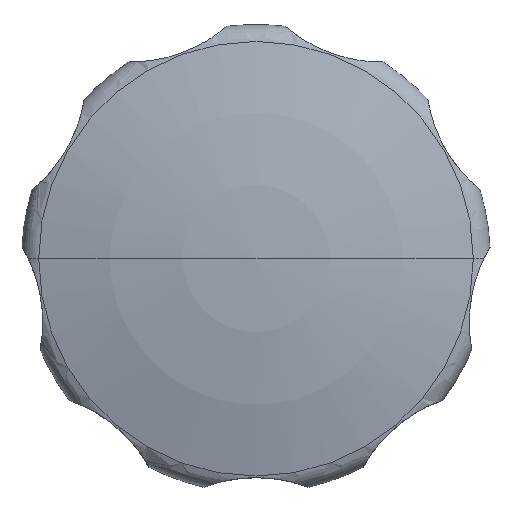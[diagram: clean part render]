
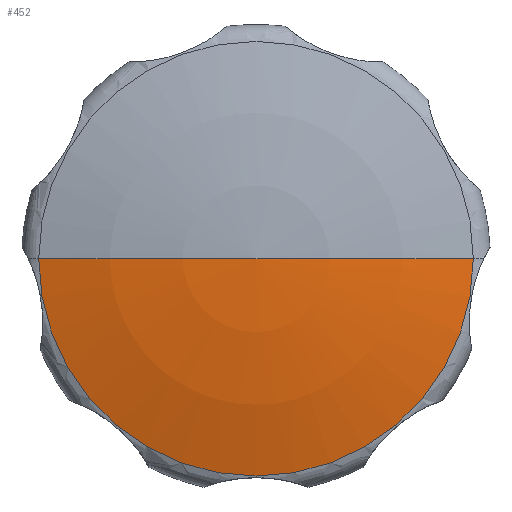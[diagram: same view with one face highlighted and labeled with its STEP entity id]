
A CAD part, top view. The second image highlights one B-rep face of the part: STEP entity #452.
In plain terms, the highlighted spherical face has radius 67.309 mm.
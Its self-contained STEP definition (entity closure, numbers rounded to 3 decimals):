
#228=VERTEX_POINT('',#631);
#262=VERTEX_POINT('',#669);
#436=EDGE_CURVE('',#228,#562,#856,.T.);
#452=ADVANCED_FACE('',(#873),#874,.T.);
#522=EDGE_CURVE('',#262,#228,#954,.T.);
#562=VERTEX_POINT('',#998);
#576=EDGE_CURVE('',#262,#562,#1012,.T.);
#631=CARTESIAN_POINT('',(0.,0.,32.0));
#669=CARTESIAN_POINT('',(-18.551,0.,29.393));
#856=CIRCLE('',#1722,67.309);
#873=FACE_OUTER_BOUND('',#1766,.T.);
#874=SPHERICAL_SURFACE('',#1767,67.309);
#954=CIRCLE('',#1947,67.309);
#998=CARTESIAN_POINT('',(18.551,0.,29.393));
#1012=CIRCLE('',#2094,18.551);
#1722=AXIS2_PLACEMENT_3D('',#2434,#2435,#2436);
#1766=EDGE_LOOP('',(#2449,#2450,#2451));
#1767=AXIS2_PLACEMENT_3D('',#2452,#2453,#2454);
#1947=AXIS2_PLACEMENT_3D('',#2588,#2589,#2590);
#2094=AXIS2_PLACEMENT_3D('',#2646,#2647,#2648);
#2434=CARTESIAN_POINT('',(0.,0.,-35.309));
#2435=DIRECTION('',(0.,1.0,0.));
#2436=DIRECTION('',(0.0,0.,-1.0));
#2449=ORIENTED_EDGE('',*,*,#522,.F.);
#2450=ORIENTED_EDGE('',*,*,#576,.T.);
#2451=ORIENTED_EDGE('',*,*,#436,.F.);
#2452=CARTESIAN_POINT('',(0.,0.,-35.309));
#2453=DIRECTION('',(0.,0.,1.0));
#2454=DIRECTION('',(-1.0,0.,0.0));
#2588=CARTESIAN_POINT('',(0.,0.,-35.309));
#2589=DIRECTION('',(0.,1.0,0.));
#2590=DIRECTION('',(0.0,0.,-1.0));
#2646=CARTESIAN_POINT('',(0.,0.,29.393));
#2647=DIRECTION('',(0.,0.,1.0));
#2648=DIRECTION('',(-1.0,0.,0.));
